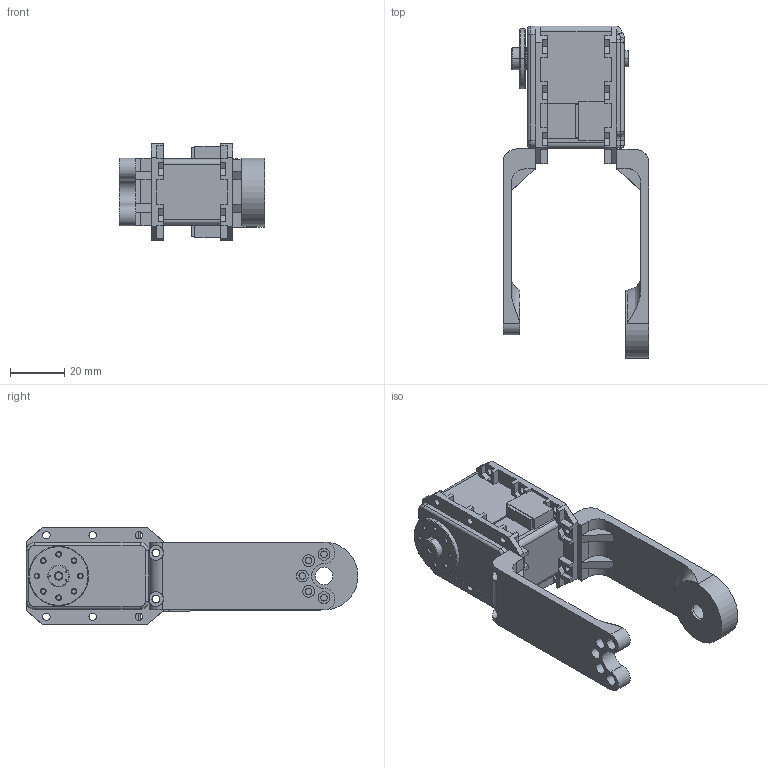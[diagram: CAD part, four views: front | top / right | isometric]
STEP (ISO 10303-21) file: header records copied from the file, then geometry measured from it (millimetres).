
FILE_DESCRIPTION (( 'STEP AP203' ), '1' );
FILE_NAME ('perna2_Valor predeterminado_sldprt.STEP', '2022-10-03T13:43:33', ( '' ), ( '' ), 'SwSTEP 2.0', 'SolidWorks 2022', '' );
FILE_SCHEMA (( 'CONFIG_CONTROL_DESIGN' ));
Length unit declared in the file: millimetre
Products named in the file (1): perna2_Valor predeterminado_sldprt
Bounding box: 53.6 x 122.14 x 35.6 mm (x, y, z)
Surface area: 22843.1 mm2 (no closed solid volume)
Topology: 0 solids, 12 shells, 603 faces, 1628 edges, 1045 vertices
Faces by surface type: plane 330, cylinder 214, cone 39, bspline 18, torus 2
Entity records: 20342 total; most frequent: CARTESIAN_POINT 5284, ORIENTED_EDGE 3214, DIRECTION 2923, EDGE_CURVE 1623, VERTEX_POINT 1046, LINE 1017, VECTOR 1017, AXIS2_PLACEMENT_3D 953
